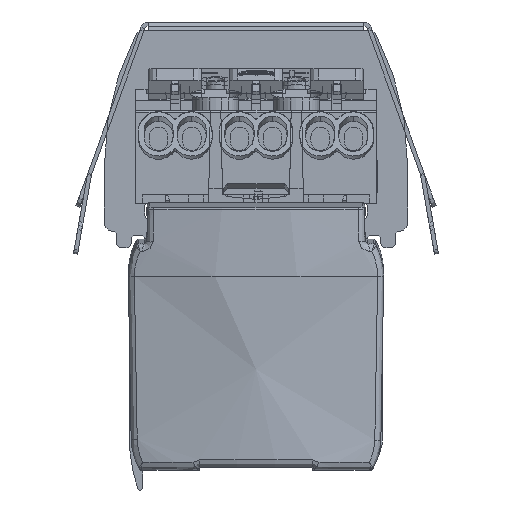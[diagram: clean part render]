
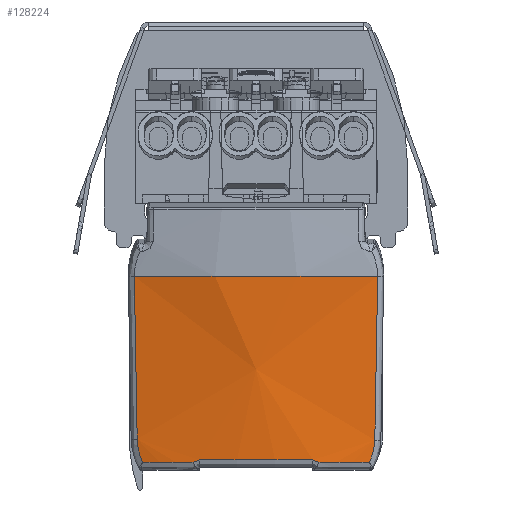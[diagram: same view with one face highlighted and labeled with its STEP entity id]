
A CAD part, front view. The second image highlights one B-rep face of the part: STEP entity #128224.
In plain terms, the highlighted conical face has half-angle 1 degrees and reference radius 59 mm.
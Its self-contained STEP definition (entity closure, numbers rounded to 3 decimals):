
#742=CONICAL_SURFACE('',#138246,59.,0.017);
#3345=B_SPLINE_CURVE_WITH_KNOTS('',3,(#243607,#243608,#243609,#243610),
 .UNSPECIFIED.,.F.,.F.,(4,4),(0.,1.),.UNSPECIFIED.);
#3346=B_SPLINE_CURVE_WITH_KNOTS('',3,(#243612,#243613,#243614,#243615,#243616,
#243617,#243618,#243619,#243620,#243621,#243622,#243623,#243624),
 .UNSPECIFIED.,.F.,.F.,(4,3,3,3,4),(0.,0.251,
0.5,0.75,1.),.UNSPECIFIED.);
#3347=B_SPLINE_CURVE_WITH_KNOTS('',3,(#243628,#243629,#243630,#243631,#243632,
#243633,#243634,#243635,#243636,#243637),.UNSPECIFIED.,.F.,.F.,(4,3,3,4),
(0.,0.5,0.974,1.),
 .UNSPECIFIED.);
#3348=B_SPLINE_CURVE_WITH_KNOTS('',3,(#243641,#243642,#243643,#243644,#243645,
#243646,#243647),.UNSPECIFIED.,.F.,.F.,(4,3,4),(0.,0.5,1.),
 .UNSPECIFIED.);
#3349=B_SPLINE_CURVE_WITH_KNOTS('',3,(#243651,#243652,#243653,#243654,#243655,
#243656,#243657,#243658,#243659,#243660,#243661,#243662,#243663),
 .UNSPECIFIED.,.F.,.F.,(4,3,3,3,4),(0.,0.254,0.5,0.76,
1.),.UNSPECIFIED.);
#3350=B_SPLINE_CURVE_WITH_KNOTS('',3,(#243664,#243665,#243666,#243667),
 .UNSPECIFIED.,.F.,.F.,(4,4),(0.,1.),.UNSPECIFIED.);
#6584=CIRCLE('',#138228,59.);
#6590=CIRCLE('',#138247,58.598);
#6591=CIRCLE('',#138248,58.603);
#6592=CIRCLE('',#138249,58.598);
#13964=FACE_OUTER_BOUND('',#20874,.T.);
#20874=EDGE_LOOP('',(#107803,#107804,#107805,#107806,#107807,#107808,#107809,
#107810,#107811,#107812));
#58602=VERTEX_POINT('',#243221);
#58603=VERTEX_POINT('',#243250);
#58625=VERTEX_POINT('',#243606);
#58626=VERTEX_POINT('',#243611);
#58627=VERTEX_POINT('',#243625);
#58628=VERTEX_POINT('',#243627);
#58629=VERTEX_POINT('',#243638);
#58630=VERTEX_POINT('',#243640);
#58631=VERTEX_POINT('',#243648);
#58632=VERTEX_POINT('',#243650);
#75711=EDGE_CURVE('',#58603,#58602,#6584,.T.);
#75752=EDGE_CURVE('',#58625,#58602,#3345,.T.);
#75753=EDGE_CURVE('',#58626,#58625,#3346,.T.);
#75754=EDGE_CURVE('',#58627,#58626,#6590,.T.);
#75755=EDGE_CURVE('',#58628,#58627,#3347,.T.);
#75756=EDGE_CURVE('',#58629,#58628,#6591,.T.);
#75757=EDGE_CURVE('',#58630,#58629,#3348,.T.);
#75758=EDGE_CURVE('',#58631,#58630,#6592,.T.);
#75759=EDGE_CURVE('',#58632,#58631,#3349,.T.);
#75760=EDGE_CURVE('',#58603,#58632,#3350,.T.);
#107803=ORIENTED_EDGE('',*,*,#75752,.F.);
#107804=ORIENTED_EDGE('',*,*,#75753,.F.);
#107805=ORIENTED_EDGE('',*,*,#75754,.F.);
#107806=ORIENTED_EDGE('',*,*,#75755,.F.);
#107807=ORIENTED_EDGE('',*,*,#75756,.F.);
#107808=ORIENTED_EDGE('',*,*,#75757,.F.);
#107809=ORIENTED_EDGE('',*,*,#75758,.F.);
#107810=ORIENTED_EDGE('',*,*,#75759,.F.);
#107811=ORIENTED_EDGE('',*,*,#75760,.F.);
#107812=ORIENTED_EDGE('',*,*,#75711,.T.);
#128224=ADVANCED_FACE('',(#13964),#742,.T.);
#138228=AXIS2_PLACEMENT_3D('',#243251,#166479,#166480);
#138246=AXIS2_PLACEMENT_3D('',#243605,#166541,#166542);
#138247=AXIS2_PLACEMENT_3D('',#243626,#166543,#166544);
#138248=AXIS2_PLACEMENT_3D('',#243639,#166545,#166546);
#138249=AXIS2_PLACEMENT_3D('',#243649,#166547,#166548);
#166479=DIRECTION('center_axis',(0.,0.009,
-1.));
#166480=DIRECTION('ref_axis',(0.,-1.,-0.009));
#166541=DIRECTION('center_axis',(0.,-0.009,
1.));
#166542=DIRECTION('ref_axis',(1.,0.,0.));
#166543=DIRECTION('center_axis',(0.,0.009,
-1.));
#166544=DIRECTION('ref_axis',(-0.239,-0.971,-0.008));
#166545=DIRECTION('center_axis',(0.,0.009,
-1.));
#166546=DIRECTION('ref_axis',(0.,1.,0.009));
#166547=DIRECTION('center_axis',(0.,0.009,
-1.));
#166548=DIRECTION('ref_axis',(0.133,-0.991,-0.009));
#243221=CARTESIAN_POINT('',(-15.055,-693.844,-9.056));
#243250=CARTESIAN_POINT('',(15.055,-693.844,-9.056));
#243251=CARTESIAN_POINT('Origin',(0.,-636.8,
-8.558));
#243605=CARTESIAN_POINT('Origin',(0.,-636.8,
-8.558));
#243606=CARTESIAN_POINT('',(-14.699,-693.398,-29.193));
#243607=CARTESIAN_POINT('Ctrl Pts',(-14.699,-693.398,
-29.193));
#243608=CARTESIAN_POINT('Ctrl Pts',(-14.817,-693.547,
-22.481));
#243609=CARTESIAN_POINT('Ctrl Pts',(-14.936,-693.696,
-15.768));
#243610=CARTESIAN_POINT('Ctrl Pts',(-15.055,-693.844,
-9.056));
#243611=CARTESIAN_POINT('',(-14.013,-693.495,-32.072));
#243612=CARTESIAN_POINT('Ctrl Pts',(-14.013,-693.495,
-32.072));
#243613=CARTESIAN_POINT('Ctrl Pts',(-14.123,-693.474,
-31.845));
#243614=CARTESIAN_POINT('Ctrl Pts',(-14.219,-693.456,
-31.614));
#243615=CARTESIAN_POINT('Ctrl Pts',(-14.302,-693.441,
-31.378));
#243616=CARTESIAN_POINT('Ctrl Pts',(-14.386,-693.427,
-31.144));
#243617=CARTESIAN_POINT('Ctrl Pts',(-14.456,-693.415,
-30.906));
#243618=CARTESIAN_POINT('Ctrl Pts',(-14.513,-693.407,
-30.665));
#243619=CARTESIAN_POINT('Ctrl Pts',(-14.571,-693.399,
-30.423));
#243620=CARTESIAN_POINT('Ctrl Pts',(-14.615,-693.394,
-30.179));
#243621=CARTESIAN_POINT('Ctrl Pts',(-14.646,-693.392,
-29.934));
#243622=CARTESIAN_POINT('Ctrl Pts',(-14.677,-693.391,
-29.688));
#243623=CARTESIAN_POINT('Ctrl Pts',(-14.695,-693.393,
-29.441));
#243624=CARTESIAN_POINT('Ctrl Pts',(-14.699,-693.398,
-29.193));
#243625=CARTESIAN_POINT('',(-7.788,-694.675,-32.082));
#243626=CARTESIAN_POINT('Origin',(0.,-636.599,
-31.575));
#243627=CARTESIAN_POINT('',(-7.02,-694.781,-31.783));
#243628=CARTESIAN_POINT('Ctrl Pts',(-7.02,-694.781,
-31.783));
#243629=CARTESIAN_POINT('Ctrl Pts',(-7.162,-694.764,
-31.783));
#243630=CARTESIAN_POINT('Ctrl Pts',(-7.3,-694.746,
-31.808));
#243631=CARTESIAN_POINT('Ctrl Pts',(-7.433,-694.727,
-31.86));
#243632=CARTESIAN_POINT('Ctrl Pts',(-7.559,-694.71,
-31.909));
#243633=CARTESIAN_POINT('Ctrl Pts',(-7.672,-694.693,
-31.978));
#243634=CARTESIAN_POINT('Ctrl Pts',(-7.771,-694.678,
-32.067));
#243635=CARTESIAN_POINT('Ctrl Pts',(-7.777,-694.677,
-32.072));
#243636=CARTESIAN_POINT('Ctrl Pts',(-7.782,-694.676,
-32.077));
#243637=CARTESIAN_POINT('Ctrl Pts',(-7.788,-694.675,
-32.082));
#243638=CARTESIAN_POINT('',(7.02,-694.781,-31.783));
#243639=CARTESIAN_POINT('Origin',(0.,-636.601,
-31.275));
#243640=CARTESIAN_POINT('',(7.788,-694.675,-32.082));
#243641=CARTESIAN_POINT('Ctrl Pts',(7.788,-694.675,
-32.082));
#243642=CARTESIAN_POINT('Ctrl Pts',(7.684,-694.691,
-31.986));
#243643=CARTESIAN_POINT('Ctrl Pts',(7.566,-694.709,
-31.912));
#243644=CARTESIAN_POINT('Ctrl Pts',(7.433,-694.727,
-31.86));
#243645=CARTESIAN_POINT('Ctrl Pts',(7.3,-694.746,
-31.808));
#243646=CARTESIAN_POINT('Ctrl Pts',(7.163,-694.764,
-31.783));
#243647=CARTESIAN_POINT('Ctrl Pts',(7.02,-694.781,
-31.783));
#243648=CARTESIAN_POINT('',(14.015,-693.494,-32.071));
#243649=CARTESIAN_POINT('Origin',(0.,-636.599,
-31.575));
#243650=CARTESIAN_POINT('',(14.697,-693.395,-29.323));
#243651=CARTESIAN_POINT('Ctrl Pts',(14.697,-693.395,-29.323));
#243652=CARTESIAN_POINT('Ctrl Pts',(14.688,-693.391,
-29.564));
#243653=CARTESIAN_POINT('Ctrl Pts',(14.667,-693.39,
-29.803));
#243654=CARTESIAN_POINT('Ctrl Pts',(14.633,-693.393,
-30.04));
#243655=CARTESIAN_POINT('Ctrl Pts',(14.6,-693.395,
-30.271));
#243656=CARTESIAN_POINT('Ctrl Pts',(14.556,-693.4,-30.5));
#243657=CARTESIAN_POINT('Ctrl Pts',(14.499,-693.409,-30.728));
#243658=CARTESIAN_POINT('Ctrl Pts',(14.439,-693.418,
-30.969));
#243659=CARTESIAN_POINT('Ctrl Pts',(14.367,-693.43,
-31.206));
#243660=CARTESIAN_POINT('Ctrl Pts',(14.282,-693.445,
-31.439));
#243661=CARTESIAN_POINT('Ctrl Pts',(14.204,-693.459,
-31.653));
#243662=CARTESIAN_POINT('Ctrl Pts',(14.114,-693.475,
-31.864));
#243663=CARTESIAN_POINT('Ctrl Pts',(14.015,-693.494,
-32.071));
#243664=CARTESIAN_POINT('Ctrl Pts',(15.055,-693.844,
-9.056));
#243665=CARTESIAN_POINT('Ctrl Pts',(14.935,-693.695,
-15.812));
#243666=CARTESIAN_POINT('Ctrl Pts',(14.816,-693.545,
-22.568));
#243667=CARTESIAN_POINT('Ctrl Pts',(14.697,-693.395,-29.323));
